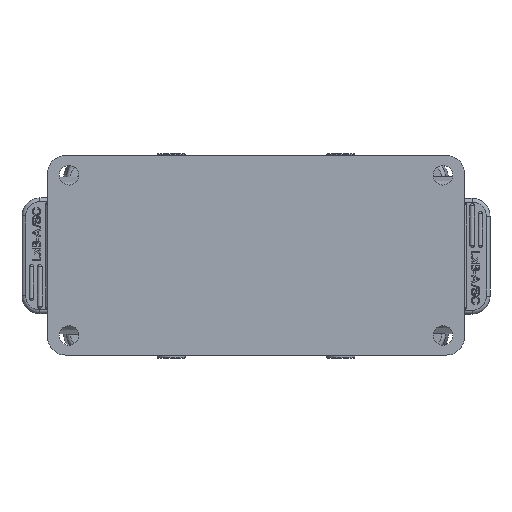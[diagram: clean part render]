
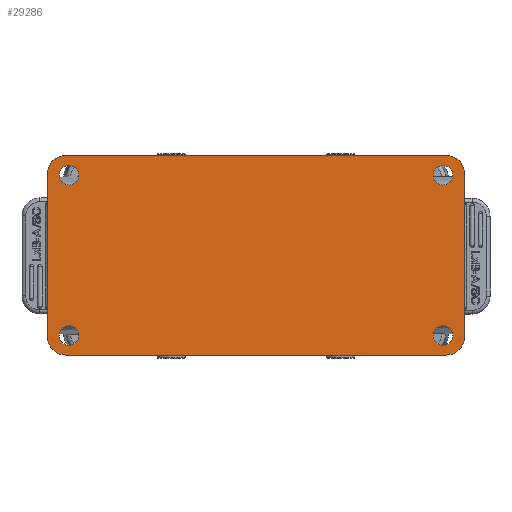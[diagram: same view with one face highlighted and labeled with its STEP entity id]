
A CAD part, front view. The second image highlights one B-rep face of the part: STEP entity #29286.
In plain terms, the highlighted planar face has unit normal (0, -1, 0).
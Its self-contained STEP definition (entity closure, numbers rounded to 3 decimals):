
#2907=DIRECTION('',(0.,0.,1.));
#2908=VECTOR('',#2907,46.);
#2909=CARTESIAN_POINT('',(118.,0.,
-22.82));
#2910=LINE('',#2909,#2908);
#2929=DIRECTION('',(-1.,0.,0.));
#2930=VECTOR('',#2929,107.);
#2931=CARTESIAN_POINT('',(113.,0.,
28.18));
#2932=LINE('',#2931,#2930);
#3206=CARTESIAN_POINT('',(113.,0.,
-22.82));
#3207=DIRECTION('',(0.,1.,0.));
#3208=DIRECTION('',(1.,0.,0.));
#3209=AXIS2_PLACEMENT_3D('',#3206,#3207,#3208);
#3211=DIRECTION('',(-1.,0.,0.));
#3212=VECTOR('',#3211,107.);
#3213=CARTESIAN_POINT('',(113.,0.,
-27.82));
#3214=LINE('',#3213,#3212);
#3215=CARTESIAN_POINT('',(6.,0.,
-22.82));
#3216=DIRECTION('',(0.,1.,0.));
#3217=DIRECTION('',(0.,0.,-1.));
#3218=AXIS2_PLACEMENT_3D('',#3215,#3216,#3217);
#3220=CARTESIAN_POINT('',(6.,0.,
23.18));
#3221=DIRECTION('',(0.,1.,0.));
#3222=DIRECTION('',(-1.,0.,0.));
#3223=AXIS2_PLACEMENT_3D('',#3220,#3221,#3222);
#3225=CARTESIAN_POINT('',(113.,0.,
23.18));
#3226=DIRECTION('',(0.,1.,0.));
#3227=DIRECTION('',(0.,0.,1.));
#3228=AXIS2_PLACEMENT_3D('',#3225,#3226,#3227);
#3230=CARTESIAN_POINT('',(7.,0.,
22.68));
#3231=DIRECTION('',(0.,-1.,0.));
#3232=DIRECTION('',(0.,0.,1.));
#3233=AXIS2_PLACEMENT_3D('',#3230,#3231,#3232);
#3235=CARTESIAN_POINT('',(7.,0.,
22.68));
#3236=DIRECTION('',(0.,-1.,0.));
#3237=DIRECTION('',(0.,0.,-1.));
#3238=AXIS2_PLACEMENT_3D('',#3235,#3236,#3237);
#3240=CARTESIAN_POINT('',(7.,0.,
-22.32));
#3241=DIRECTION('',(0.,-1.,0.));
#3242=DIRECTION('',(0.,0.,1.));
#3243=AXIS2_PLACEMENT_3D('',#3240,#3241,#3242);
#3245=CARTESIAN_POINT('',(7.,0.,
-22.32));
#3246=DIRECTION('',(0.,-1.,0.));
#3247=DIRECTION('',(0.,0.,-1.));
#3248=AXIS2_PLACEMENT_3D('',#3245,#3246,#3247);
#3250=CARTESIAN_POINT('',(112.,0.,
-22.32));
#3251=DIRECTION('',(0.,-1.,0.));
#3252=DIRECTION('',(0.,0.,1.));
#3253=AXIS2_PLACEMENT_3D('',#3250,#3251,#3252);
#3255=CARTESIAN_POINT('',(112.,0.,
-22.32));
#3256=DIRECTION('',(0.,-1.,0.));
#3257=DIRECTION('',(0.,0.,-1.));
#3258=AXIS2_PLACEMENT_3D('',#3255,#3256,#3257);
#3260=CARTESIAN_POINT('',(112.,0.,
22.68));
#3261=DIRECTION('',(0.,-1.,0.));
#3262=DIRECTION('',(0.,0.,1.));
#3263=AXIS2_PLACEMENT_3D('',#3260,#3261,#3262);
#3265=CARTESIAN_POINT('',(112.,0.,
22.68));
#3266=DIRECTION('',(0.,-1.,0.));
#3267=DIRECTION('',(0.,0.,-1.));
#3268=AXIS2_PLACEMENT_3D('',#3265,#3266,#3267);
#5744=DIRECTION('',(0.,0.,-1.));
#5745=VECTOR('',#5744,46.);
#5746=CARTESIAN_POINT('',(1.,0.,
23.18));
#5747=LINE('',#5746,#5745);
#20818=CARTESIAN_POINT('',(118.,0.,
23.18));
#20820=VERTEX_POINT('',#20818);
#20843=CARTESIAN_POINT('',(118.,0.,
-22.82));
#20844=VERTEX_POINT('',#20843);
#20849=CARTESIAN_POINT('',(113.,0.,
28.18));
#20851=VERTEX_POINT('',#20849);
#20855=CARTESIAN_POINT('',(6.,0.,
28.18));
#20856=VERTEX_POINT('',#20855);
#20891=CARTESIAN_POINT('',(112.,0.,
25.43));
#20892=CARTESIAN_POINT('',(112.,0.,
19.93));
#20893=VERTEX_POINT('',#20891);
#20894=VERTEX_POINT('',#20892);
#20895=CARTESIAN_POINT('',(113.,0.,
-27.82));
#20896=VERTEX_POINT('',#20895);
#20897=CARTESIAN_POINT('',(6.,0.,
-27.82));
#20898=VERTEX_POINT('',#20897);
#20899=CARTESIAN_POINT('',(1.,0.,
-22.82));
#20900=VERTEX_POINT('',#20899);
#20901=CARTESIAN_POINT('',(1.,0.,
23.18));
#20902=VERTEX_POINT('',#20901);
#20903=CARTESIAN_POINT('',(7.,0.,
25.43));
#20904=CARTESIAN_POINT('',(7.,0.,
19.93));
#20905=VERTEX_POINT('',#20903);
#20906=VERTEX_POINT('',#20904);
#20907=CARTESIAN_POINT('',(7.,0.,
-19.57));
#20908=CARTESIAN_POINT('',(7.,0.,
-25.07));
#20909=VERTEX_POINT('',#20907);
#20910=VERTEX_POINT('',#20908);
#20911=CARTESIAN_POINT('',(112.,0.,
-19.57));
#20912=CARTESIAN_POINT('',(112.,0.,
-25.07));
#20913=VERTEX_POINT('',#20911);
#20914=VERTEX_POINT('',#20912);
#29243=CARTESIAN_POINT('',(59.5,0.,
0.18));
#29244=DIRECTION('',(0.,1.,0.));
#29245=DIRECTION('',(0.,0.,1.));
#29246=AXIS2_PLACEMENT_3D('',#29243,#29244,#29245);
#29247=PLANE('',#29246);
#29248=ORIENTED_EDGE('',*,*,#28365,.F.);
#29250=ORIENTED_EDGE('',*,*,#29249,.T.);
#29252=ORIENTED_EDGE('',*,*,#29251,.T.);
#29254=ORIENTED_EDGE('',*,*,#29253,.T.);
#29256=ORIENTED_EDGE('',*,*,#29255,.F.);
#29258=ORIENTED_EDGE('',*,*,#29257,.T.);
#29259=ORIENTED_EDGE('',*,*,#28399,.F.);
#29260=ORIENTED_EDGE('',*,*,#28386,.T.);
#29261=EDGE_LOOP('',(#29248,#29250,#29252,#29254,#29256,#29258,#29259,#29260));
#29262=FACE_OUTER_BOUND('',#29261,.F.);
#29264=ORIENTED_EDGE('',*,*,#29263,.T.);
#29266=ORIENTED_EDGE('',*,*,#29265,.T.);
#29267=EDGE_LOOP('',(#29264,#29266));
#29268=FACE_BOUND('',#29267,.F.);
#29270=ORIENTED_EDGE('',*,*,#29269,.T.);
#29272=ORIENTED_EDGE('',*,*,#29271,.T.);
#29273=EDGE_LOOP('',(#29270,#29272));
#29274=FACE_BOUND('',#29273,.F.);
#29276=ORIENTED_EDGE('',*,*,#29275,.T.);
#29278=ORIENTED_EDGE('',*,*,#29277,.T.);
#29279=EDGE_LOOP('',(#29276,#29278));
#29280=FACE_BOUND('',#29279,.F.);
#29281=ORIENTED_EDGE('',*,*,#29233,.T.);
#29283=ORIENTED_EDGE('',*,*,#29282,.T.);
#29284=EDGE_LOOP('',(#29281,#29283));
#29285=FACE_BOUND('',#29284,.F.);
#3210=CIRCLE('',#3209,5.);
#3219=CIRCLE('',#3218,5.);
#3224=CIRCLE('',#3223,5.);
#3229=CIRCLE('',#3228,5.);
#3234=CIRCLE('',#3233,2.75);
#3239=CIRCLE('',#3238,2.75);
#3244=CIRCLE('',#3243,2.75);
#3249=CIRCLE('',#3248,2.75);
#3254=CIRCLE('',#3253,2.75);
#3259=CIRCLE('',#3258,2.75);
#3264=CIRCLE('',#3263,2.75);
#3269=CIRCLE('',#3268,2.75);
#28365=EDGE_CURVE('',#20844,#20820,#2910,.T.);
#28386=EDGE_CURVE('',#20851,#20820,#3229,.T.);
#28399=EDGE_CURVE('',#20851,#20856,#2932,.T.);
#29233=EDGE_CURVE('',#20893,#20894,#3264,.T.);
#29249=EDGE_CURVE('',#20844,#20896,#3210,.T.);
#29251=EDGE_CURVE('',#20896,#20898,#3214,.T.);
#29253=EDGE_CURVE('',#20898,#20900,#3219,.T.);
#29255=EDGE_CURVE('',#20902,#20900,#5747,.T.);
#29257=EDGE_CURVE('',#20902,#20856,#3224,.T.);
#29263=EDGE_CURVE('',#20905,#20906,#3234,.T.);
#29265=EDGE_CURVE('',#20906,#20905,#3239,.T.);
#29269=EDGE_CURVE('',#20909,#20910,#3244,.T.);
#29271=EDGE_CURVE('',#20910,#20909,#3249,.T.);
#29275=EDGE_CURVE('',#20913,#20914,#3254,.T.);
#29277=EDGE_CURVE('',#20914,#20913,#3259,.T.);
#29282=EDGE_CURVE('',#20894,#20893,#3269,.T.);
#29286=ADVANCED_FACE('',(#29262,#29268,#29274,#29280,#29285),#29247,.F.);
